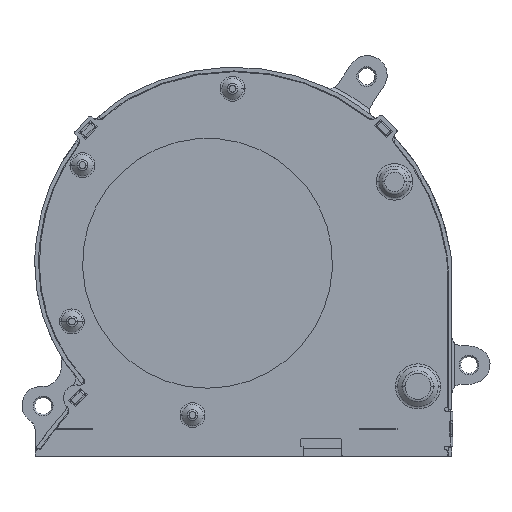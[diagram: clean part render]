
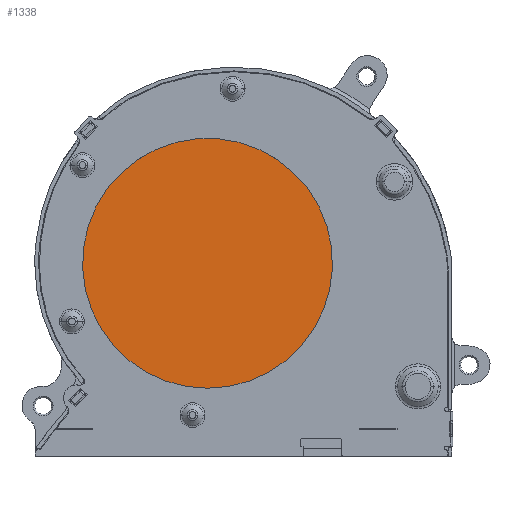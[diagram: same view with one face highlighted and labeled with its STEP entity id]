
A CAD part, top view. The second image highlights one B-rep face of the part: STEP entity #1338.
In plain terms, the highlighted planar face has unit normal (0, 0, 1).
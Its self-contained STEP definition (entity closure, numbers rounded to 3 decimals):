
#606=CIRCLE('',#8744,16.5);
#607=CIRCLE('',#8746,16.5);
#1338=ADVANCED_FACE('',(#1962),#1604,.T.);
#1604=PLANE('',#9142);
#1962=FACE_OUTER_BOUND('',#2430,.T.);
#2430=EDGE_LOOP('',(#4508,#4509));
#4508=ORIENTED_EDGE('',*,*,#6383,.T.);
#4509=ORIENTED_EDGE('',*,*,#6384,.T.);
#5395=VERTEX_POINT('',#13117);
#5396=VERTEX_POINT('',#13119);
#6383=EDGE_CURVE('',#5395,#5396,#606,.T.);
#6384=EDGE_CURVE('',#5396,#5395,#607,.T.);
#8744=AXIS2_PLACEMENT_3D('',#13120,#10413,#10414);
#8746=AXIS2_PLACEMENT_3D('',#13122,#10417,#10418);
#9142=AXIS2_PLACEMENT_3D('',#14374,#11494,#11495);
#10413=DIRECTION('',(0.,0.,1.));
#10414=DIRECTION('',(-0.629,-0.777,0.));
#10417=DIRECTION('',(0.,0.,1.));
#10418=DIRECTION('',(0.629,-0.777,0.));
#11494=DIRECTION('',(0.,0.,1.));
#11495=DIRECTION('',(-1.,0.,0.));
#13117=CARTESIAN_POINT('',(189.133,-12.772,4.5));
#13119=CARTESIAN_POINT('',(209.889,-12.772,4.5));
#13120=CARTESIAN_POINT('',(199.511,0.055,4.5));
#13122=CARTESIAN_POINT('',(199.511,0.055,4.5));
#14374=CARTESIAN_POINT('',(200.,0.,4.5));
